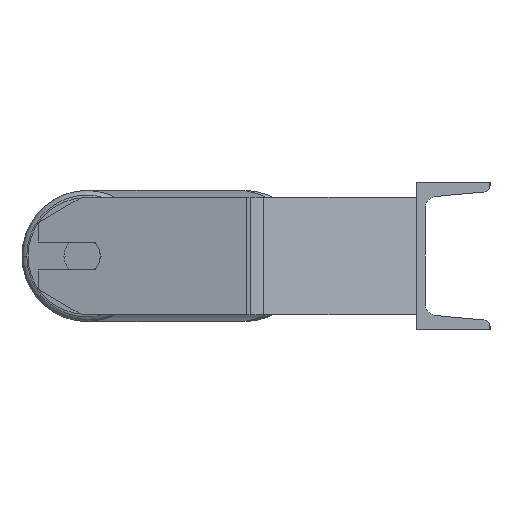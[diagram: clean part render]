
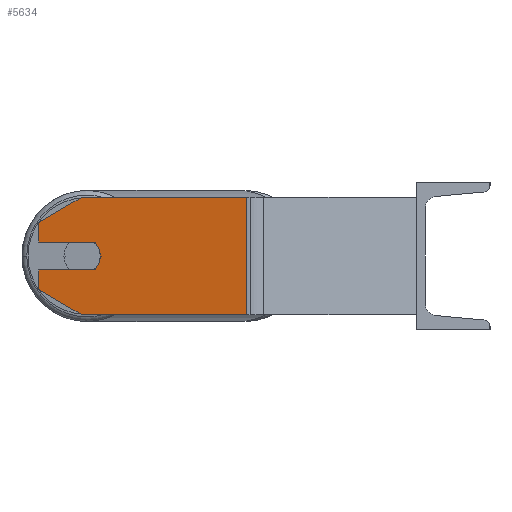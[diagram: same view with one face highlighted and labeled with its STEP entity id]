
A CAD part, left-side view. The second image highlights one B-rep face of the part: STEP entity #5634.
In plain terms, the highlighted planar face has unit normal (-0.985, 0.174, 0).
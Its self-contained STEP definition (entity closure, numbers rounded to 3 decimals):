
#94 = VERTEX_POINT ( 'NONE', #6699 ) ;
#107 = DIRECTION ( 'NONE',  ( 0., 0., -1. ) ) ;
#151 = CARTESIAN_POINT ( 'NONE',  ( -940.522, 226.856, 0. ) ) ;
#273 = ORIENTED_EDGE ( 'NONE', *, *, #2016, .T. ) ;
#399 = VECTOR ( 'NONE', #3171, 1000. ) ;
#640 = ORIENTED_EDGE ( 'NONE', *, *, #4308, .F. ) ;
#644 = DIRECTION ( 'NONE',  ( -0.15, -0.853, -0.5 ) ) ;
#835 = VECTOR ( 'NONE', #1850, 1000. ) ;
#840 = LINE ( 'NONE', #7914, #882 ) ;
#882 = VECTOR ( 'NONE', #107, 1000. ) ;
#921 = VERTEX_POINT ( 'NONE', #1956 ) ;
#1137 = VERTEX_POINT ( 'NONE', #1536 ) ;
#1148 = EDGE_CURVE ( 'NONE', #921, #7784, #5327, .T. ) ;
#1178 = VECTOR ( 'NONE', #4365, 1000. ) ;
#1259 = FACE_OUTER_BOUND ( 'NONE', #8668, .T. ) ;
#1329 = DIRECTION ( 'NONE',  ( -0.174, -0.985, 0. ) ) ;
#1390 = AXIS2_PLACEMENT_3D ( 'NONE', #7390, #6529, #3881 ) ;
#1536 = CARTESIAN_POINT ( 'NONE',  ( -960.156, 115.505, 40. ) ) ;
#1543 = CIRCLE ( 'NONE', #1390, 12.5 ) ;
#1566 = EDGE_CURVE ( 'NONE', #3526, #2994, #2501, .T. ) ;
#1602 = ORIENTED_EDGE ( 'NONE', *, *, #7933, .T. ) ;
#1612 = EDGE_CURVE ( 'NONE', #3430, #5014, #1543, .T. ) ;
#1850 = DIRECTION ( 'NONE',  ( -0.174, -0.985, 0. ) ) ;
#1944 = VECTOR ( 'NONE', #6376, 1000. ) ;
#1956 = CARTESIAN_POINT ( 'NONE',  ( -940.522, 226.856, -40. ) ) ;
#2016 = EDGE_CURVE ( 'NONE', #3526, #94, #3100, .T. ) ;
#2056 = VERTEX_POINT ( 'NONE', #8102 ) ;
#2123 = CARTESIAN_POINT ( 'NONE',  ( -941.933, 218.855, -9.5 ) ) ;
#2158 = DIRECTION ( 'NONE',  ( -0.985, 0.174, 0. ) ) ;
#2501 = LINE ( 'NONE', #3210, #7307 ) ;
#2708 = CARTESIAN_POINT ( 'NONE',  ( -942.693, 214.546, 0. ) ) ;
#2754 = EDGE_CURVE ( 'NONE', #1137, #7784, #7308, .T. ) ;
#2918 = DIRECTION ( 'NONE',  ( 0.985, -0.174, 0. ) ) ;
#2994 = VERTEX_POINT ( 'NONE', #2123 ) ;
#3100 = LINE ( 'NONE', #5078, #1178 ) ;
#3171 = DIRECTION ( 'NONE',  ( 0., 0., -1. ) ) ;
#3208 = CARTESIAN_POINT ( 'NONE',  ( -940.522, 226.856, 40. ) ) ;
#3210 = CARTESIAN_POINT ( 'NONE',  ( -941.933, 218.855, -9.5 ) ) ;
#3259 = AXIS2_PLACEMENT_3D ( 'NONE', #4825, #2918, #7700 ) ;
#3430 = VERTEX_POINT ( 'NONE', #2708 ) ;
#3526 = VERTEX_POINT ( 'NONE', #6774 ) ;
#3586 = VECTOR ( 'NONE', #9015, 1000. ) ;
#3722 = ORIENTED_EDGE ( 'NONE', *, *, #8905, .T. ) ;
#3881 = DIRECTION ( 'NONE',  ( -0.174, -0.985, 0. ) ) ;
#4279 = ORIENTED_EDGE ( 'NONE', *, *, #2754, .F. ) ;
#4308 = EDGE_CURVE ( 'NONE', #4721, #1137, #4841, .T. ) ;
#4365 = DIRECTION ( 'NONE',  ( 0., 0., -1. ) ) ;
#4721 = VERTEX_POINT ( 'NONE', #3208 ) ;
#4821 = CARTESIAN_POINT ( 'NONE',  ( -960.156, 115.505, -40. ) ) ;
#4825 = CARTESIAN_POINT ( 'NONE',  ( -935.313, 256.4, 40. ) ) ;
#4841 = LINE ( 'NONE', #6302, #8096 ) ;
#4873 = AXIS2_PLACEMENT_3D ( 'NONE', #151, #2158, #4972 ) ;
#4972 = DIRECTION ( 'NONE',  ( -0.174, -0.985, 0. ) ) ;
#5014 = VERTEX_POINT ( 'NONE', #7802 ) ;
#5015 = ORIENTED_EDGE ( 'NONE', *, *, #6756, .F. ) ;
#5059 = ORIENTED_EDGE ( 'NONE', *, *, #6442, .T. ) ;
#5078 = CARTESIAN_POINT ( 'NONE',  ( -935.313, 256.4, 40. ) ) ;
#5194 = VECTOR ( 'NONE', #644, 1000. ) ;
#5327 = LINE ( 'NONE', #7358, #835 ) ;
#5634 = ADVANCED_FACE ( 'NONE', ( #1259 ), #7015, .F. ) ;
#5876 = ORIENTED_EDGE ( 'NONE', *, *, #1148, .T. ) ;
#6302 = CARTESIAN_POINT ( 'NONE',  ( -935.313, 256.4, 40. ) ) ;
#6376 = DIRECTION ( 'NONE',  ( 0.15, 0.853, -0.5 ) ) ;
#6442 = EDGE_CURVE ( 'NONE', #2056, #6649, #840, .T. ) ;
#6523 = CIRCLE ( 'NONE', #4873, 12.5 ) ;
#6529 = DIRECTION ( 'NONE',  ( -0.985, 0.174, 0. ) ) ;
#6649 = VERTEX_POINT ( 'NONE', #7698 ) ;
#6699 = CARTESIAN_POINT ( 'NONE',  ( -935.313, 256.4, -22.679 ) ) ;
#6756 = EDGE_CURVE ( 'NONE', #2994, #3430, #6523, .T. ) ;
#6774 = CARTESIAN_POINT ( 'NONE',  ( -935.313, 256.4, -9.5 ) ) ;
#6942 = CARTESIAN_POINT ( 'NONE',  ( -935.313, 256.4, 9.5 ) ) ;
#6963 = ORIENTED_EDGE ( 'NONE', *, *, #8270, .F. ) ;
#7015 = PLANE ( 'NONE',  #3259 ) ;
#7307 = VECTOR ( 'NONE', #8646, 1000. ) ;
#7308 = LINE ( 'NONE', #8738, #399 ) ;
#7358 = CARTESIAN_POINT ( 'NONE',  ( -935.313, 256.4, -40. ) ) ;
#7390 = CARTESIAN_POINT ( 'NONE',  ( -940.522, 226.856, 0. ) ) ;
#7697 = LINE ( 'NONE', #8438, #1944 ) ;
#7698 = CARTESIAN_POINT ( 'NONE',  ( -935.313, 256.4, 9.5 ) ) ;
#7700 = DIRECTION ( 'NONE',  ( 0.174, 0.985, 0. ) ) ;
#7717 = ORIENTED_EDGE ( 'NONE', *, *, #1566, .F. ) ;
#7784 = VERTEX_POINT ( 'NONE', #4821 ) ;
#7802 = CARTESIAN_POINT ( 'NONE',  ( -941.933, 218.855, 9.5 ) ) ;
#7862 = LINE ( 'NONE', #8564, #5194 ) ;
#7914 = CARTESIAN_POINT ( 'NONE',  ( -935.313, 256.4, 40. ) ) ;
#7933 = EDGE_CURVE ( 'NONE', #4721, #2056, #7697, .T. ) ;
#8096 = VECTOR ( 'NONE', #1329, 1000. ) ;
#8102 = CARTESIAN_POINT ( 'NONE',  ( -935.313, 256.4, 22.679 ) ) ;
#8191 = ORIENTED_EDGE ( 'NONE', *, *, #1612, .F. ) ;
#8270 = EDGE_CURVE ( 'NONE', #5014, #6649, #8326, .T. ) ;
#8326 = LINE ( 'NONE', #6942, #3586 ) ;
#8438 = CARTESIAN_POINT ( 'NONE',  ( -935.313, 256.4, 22.679 ) ) ;
#8564 = CARTESIAN_POINT ( 'NONE',  ( -940.522, 226.856, -40. ) ) ;
#8646 = DIRECTION ( 'NONE',  ( -0.174, -0.985, 0. ) ) ;
#8668 = EDGE_LOOP ( 'NONE', ( #273, #3722, #5876, #4279, #640, #1602, #5059, #6963, #8191, #5015, #7717 ) ) ;
#8738 = CARTESIAN_POINT ( 'NONE',  ( -960.156, 115.505, 40. ) ) ;
#8905 = EDGE_CURVE ( 'NONE', #94, #921, #7862, .T. ) ;
#9015 = DIRECTION ( 'NONE',  ( 0.174, 0.985, 0. ) ) ;
